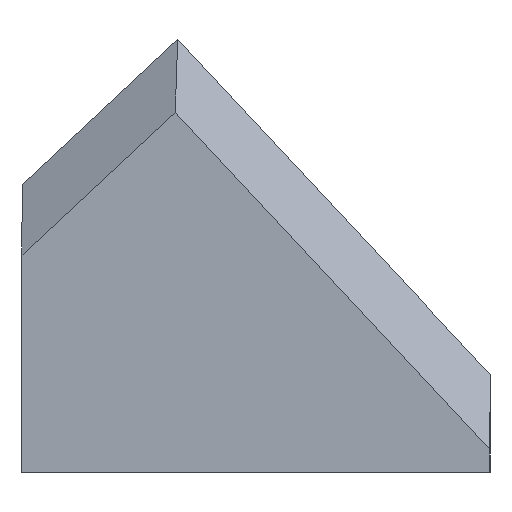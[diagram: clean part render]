
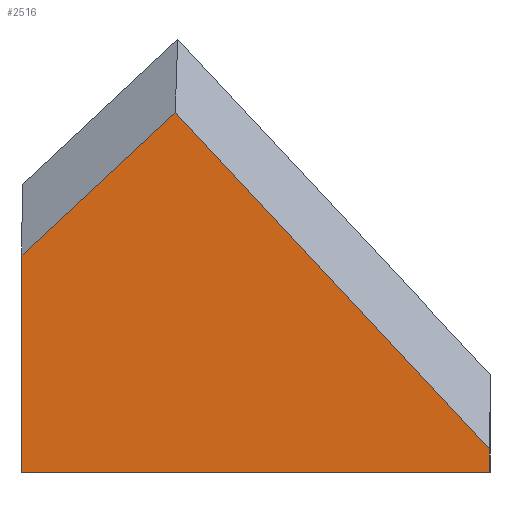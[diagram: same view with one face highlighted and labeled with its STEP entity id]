
A CAD part, left-side view. The second image highlights one B-rep face of the part: STEP entity #2516.
In plain terms, the highlighted planar face has unit normal (-1, 0, 0).
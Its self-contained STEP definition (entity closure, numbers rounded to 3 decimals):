
#962 = VERTEX_POINT('',#963);
#963 = CARTESIAN_POINT('',(-2.,53.,0.));
#971 = EDGE_CURVE('',#972,#962,#974,.T.);
#972 = VERTEX_POINT('',#973);
#973 = CARTESIAN_POINT('',(-2.,-3.,0.));
#974 = LINE('',#975,#976);
#975 = CARTESIAN_POINT('',(-2.,13.632,0.));
#976 = VECTOR('',#977,1.);
#977 = DIRECTION('',(0.,1.,0.));
#2476 = VERTEX_POINT('',#2477);
#2477 = CARTESIAN_POINT('',(-2.,53.,26.041));
#2483 = EDGE_CURVE('',#2476,#962,#2484,.T.);
#2484 = LINE('',#2485,#2486);
#2485 = CARTESIAN_POINT('',(-2.,53.,9.112));
#2486 = VECTOR('',#2487,1.);
#2487 = DIRECTION('',(0.,0.,-1.));
#2516 = ADVANCED_FACE('',(#2517),#2543,.F.);
#2517 = FACE_BOUND('',#2518,.F.);
#2518 = EDGE_LOOP('',(#2519,#2527,#2528,#2529,#2537));
#2519 = ORIENTED_EDGE('',*,*,#2520,.F.);
#2520 = EDGE_CURVE('',#972,#2521,#2523,.T.);
#2521 = VERTEX_POINT('',#2522);
#2522 = CARTESIAN_POINT('',(-2.,-3.,2.739));
#2523 = LINE('',#2524,#2525);
#2524 = CARTESIAN_POINT('',(-2.,-3.,9.112));
#2525 = VECTOR('',#2526,1.);
#2526 = DIRECTION('',(0.,0.,1.));
#2527 = ORIENTED_EDGE('',*,*,#971,.T.);
#2528 = ORIENTED_EDGE('',*,*,#2483,.F.);
#2529 = ORIENTED_EDGE('',*,*,#2530,.F.);
#2530 = EDGE_CURVE('',#2531,#2476,#2533,.T.);
#2531 = VERTEX_POINT('',#2532);
#2532 = CARTESIAN_POINT('',(-2.,34.67,43.134));
#2533 = LINE('',#2534,#2535);
#2534 = CARTESIAN_POINT('',(-2.,45.912,32.651));
#2535 = VECTOR('',#2536,1.);
#2536 = DIRECTION('',(0.,0.731,-0.682));
#2537 = ORIENTED_EDGE('',*,*,#2538,.F.);
#2538 = EDGE_CURVE('',#2521,#2531,#2539,.T.);
#2539 = LINE('',#2540,#2541);
#2540 = CARTESIAN_POINT('',(-2.,10.658,17.385));
#2541 = VECTOR('',#2542,1.);
#2542 = DIRECTION('',(0.,0.682,0.731));
#2543 = PLANE('',#2544);
#2544 = AXIS2_PLACEMENT_3D('',#2545,#2546,#2547);
#2545 = CARTESIAN_POINT('',(-2.,28.264,18.224));
#2546 = DIRECTION('',(1.,0.,0.));
#2547 = DIRECTION('',(0.,0.,1.));
